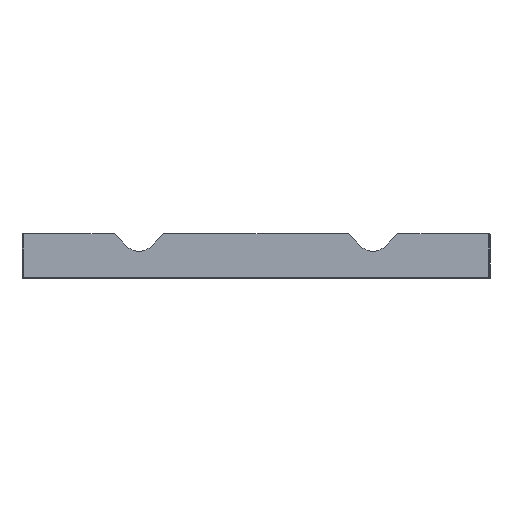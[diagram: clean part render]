
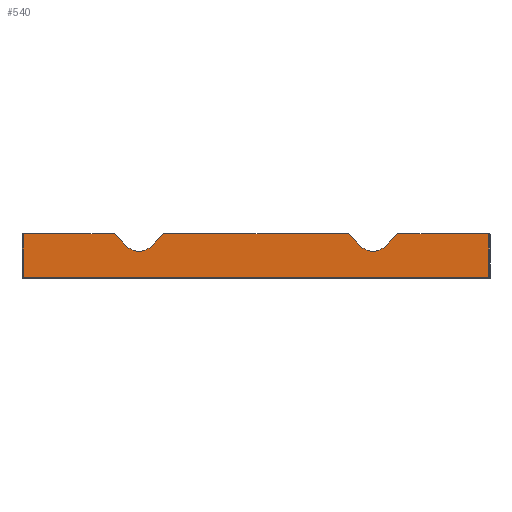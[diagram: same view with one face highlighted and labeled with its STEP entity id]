
A CAD part, top view. The second image highlights one B-rep face of the part: STEP entity #540.
In plain terms, the highlighted planar face has unit normal (0, 0, 1).
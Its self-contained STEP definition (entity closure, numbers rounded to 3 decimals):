
#3 = VERTEX_POINT ( 'NONE', #589 ) ;
#28 = CARTESIAN_POINT ( 'NONE',  ( -79.5, 15., 25. ) ) ;
#83 = EDGE_CURVE ( 'NONE', #611, #1796, #1194, .T. ) ;
#114 = VERTEX_POINT ( 'NONE', #1927 ) ;
#139 = EDGE_CURVE ( 'NONE', #872, #3, #1407, .T. ) ;
#144 = LINE ( 'NONE', #679, #1845 ) ;
#179 = EDGE_CURVE ( 'NONE', #738, #1178, #1465, .T. ) ;
#190 = ORIENTED_EDGE ( 'NONE', *, *, #1838, .T. ) ;
#256 = CARTESIAN_POINT ( 'NONE',  ( -79.5, 0., 25. ) ) ;
#270 = CARTESIAN_POINT ( 'NONE',  ( -35.757, 10.757, 25. ) ) ;
#299 = CARTESIAN_POINT ( 'NONE',  ( 31.515, 15., 25. ) ) ;
#302 = VERTEX_POINT ( 'NONE', #1801 ) ;
#309 = FACE_OUTER_BOUND ( 'NONE', #910, .T. ) ;
#321 = CARTESIAN_POINT ( 'NONE',  ( 40., 15., 25. ) ) ;
#365 = ORIENTED_EDGE ( 'NONE', *, *, #1273, .T. ) ;
#370 = EDGE_CURVE ( 'NONE', #2361, #611, #2011, .T. ) ;
#408 = CARTESIAN_POINT ( 'NONE',  ( 40., 15., 25. ) ) ;
#499 = AXIS2_PLACEMENT_3D ( 'NONE', #321, #1378, #2345 ) ;
#540 = ADVANCED_FACE ( 'NONE', ( #309 ), #1219, .F. ) ;
#561 = VECTOR ( 'NONE', #2110, 1000. ) ;
#562 = EDGE_CURVE ( 'NONE', #738, #2244, #868, .T. ) ;
#588 = CARTESIAN_POINT ( 'NONE',  ( 79.5, 0., 25. ) ) ;
#589 = CARTESIAN_POINT ( 'NONE',  ( -31.515, 15., 25. ) ) ;
#611 = VERTEX_POINT ( 'NONE', #2177 ) ;
#625 = VECTOR ( 'NONE', #1358, 1000. ) ;
#626 = CARTESIAN_POINT ( 'NONE',  ( 0., 0., 25. ) ) ;
#645 = LINE ( 'NONE', #2267, #1671 ) ;
#660 = ORIENTED_EDGE ( 'NONE', *, *, #83, .T. ) ;
#679 = CARTESIAN_POINT ( 'NONE',  ( -48.485, 15., 25. ) ) ;
#738 = VERTEX_POINT ( 'NONE', #28 ) ;
#787 = DIRECTION ( 'NONE',  ( -1., 0., 0. ) ) ;
#799 = LINE ( 'NONE', #1523, #2243 ) ;
#806 = DIRECTION ( 'NONE',  ( -1., 0., 0. ) ) ;
#843 = ORIENTED_EDGE ( 'NONE', *, *, #2042, .F. ) ;
#868 = LINE ( 'NONE', #1597, #2076 ) ;
#872 = VERTEX_POINT ( 'NONE', #2213 ) ;
#910 = EDGE_LOOP ( 'NONE', ( #365, #1844, #190, #1590, #2362, #660, #1031, #1605, #1871, #843, #2149, #1341 ) ) ;
#917 = VERTEX_POINT ( 'NONE', #1163 ) ;
#946 = EDGE_CURVE ( 'NONE', #114, #2361, #1563, .T. ) ;
#967 = VECTOR ( 'NONE', #2146, 1000. ) ;
#1024 = DIRECTION ( 'NONE',  ( 1., 0., 0. ) ) ;
#1031 = ORIENTED_EDGE ( 'NONE', *, *, #1044, .T. ) ;
#1044 = EDGE_CURVE ( 'NONE', #1796, #3, #1952, .T. ) ;
#1089 = AXIS2_PLACEMENT_3D ( 'NONE', #408, #2277, #787 ) ;
#1104 = DIRECTION ( 'NONE',  ( 1., 0., 0. ) ) ;
#1163 = CARTESIAN_POINT ( 'NONE',  ( 79.5, 15., 25. ) ) ;
#1165 = CARTESIAN_POINT ( 'NONE',  ( -40., 15., 25. ) ) ;
#1178 = VERTEX_POINT ( 'NONE', #2218 ) ;
#1187 = DIRECTION ( 'NONE',  ( 0., 0., 1. ) ) ;
#1194 = LINE ( 'NONE', #1939, #625 ) ;
#1207 = CARTESIAN_POINT ( 'NONE',  ( 48.485, 15., 25. ) ) ;
#1208 = EDGE_CURVE ( 'NONE', #2273, #917, #799, .T. ) ;
#1219 = PLANE ( 'NONE',  #499 ) ;
#1273 = EDGE_CURVE ( 'NONE', #2244, #2273, #1753, .T. ) ;
#1341 = ORIENTED_EDGE ( 'NONE', *, *, #562, .T. ) ;
#1345 = DIRECTION ( 'NONE',  ( 0., 1., 0. ) ) ;
#1358 = DIRECTION ( 'NONE',  ( -0.707, 0.707, 0. ) ) ;
#1378 = DIRECTION ( 'NONE',  ( 0., 0., -1. ) ) ;
#1380 = CARTESIAN_POINT ( 'NONE',  ( 44.243, 10.757, 25. ) ) ;
#1407 = LINE ( 'NONE', #270, #967 ) ;
#1409 = DIRECTION ( 'NONE',  ( 0.707, -0.707, 0. ) ) ;
#1465 = LINE ( 'NONE', #1824, #2001 ) ;
#1523 = CARTESIAN_POINT ( 'NONE',  ( 79.5, 15., 25. ) ) ;
#1541 = DIRECTION ( 'NONE',  ( -1., 0., 0. ) ) ;
#1563 = LINE ( 'NONE', #1207, #561 ) ;
#1590 = ORIENTED_EDGE ( 'NONE', *, *, #946, .T. ) ;
#1597 = CARTESIAN_POINT ( 'NONE',  ( -79.5, 0., 25. ) ) ;
#1605 = ORIENTED_EDGE ( 'NONE', *, *, #139, .F. ) ;
#1671 = VECTOR ( 'NONE', #806, 1000. ) ;
#1715 = EDGE_CURVE ( 'NONE', #302, #872, #2364, .T. ) ;
#1737 = CARTESIAN_POINT ( 'NONE',  ( 31.515, 15., 25. ) ) ;
#1753 = LINE ( 'NONE', #626, #1820 ) ;
#1796 = VERTEX_POINT ( 'NONE', #1737 ) ;
#1801 = CARTESIAN_POINT ( 'NONE',  ( -44.243, 10.757, 25. ) ) ;
#1820 = VECTOR ( 'NONE', #1024, 1000. ) ;
#1822 = AXIS2_PLACEMENT_3D ( 'NONE', #1165, #1187, #2078 ) ;
#1824 = CARTESIAN_POINT ( 'NONE',  ( -80., 15., 25. ) ) ;
#1838 = EDGE_CURVE ( 'NONE', #917, #114, #645, .T. ) ;
#1844 = ORIENTED_EDGE ( 'NONE', *, *, #1208, .T. ) ;
#1845 = VECTOR ( 'NONE', #1409, 1000. ) ;
#1871 = ORIENTED_EDGE ( 'NONE', *, *, #1715, .F. ) ;
#1927 = CARTESIAN_POINT ( 'NONE',  ( 48.485, 15., 25. ) ) ;
#1939 = CARTESIAN_POINT ( 'NONE',  ( 35.757, 10.757, 25. ) ) ;
#1952 = LINE ( 'NONE', #299, #2285 ) ;
#2001 = VECTOR ( 'NONE', #1104, 1000. ) ;
#2011 = CIRCLE ( 'NONE', #1089, 6. ) ;
#2042 = EDGE_CURVE ( 'NONE', #1178, #302, #144, .T. ) ;
#2076 = VECTOR ( 'NONE', #2378, 1000. ) ;
#2078 = DIRECTION ( 'NONE',  ( 1., 0., 0. ) ) ;
#2110 = DIRECTION ( 'NONE',  ( -0.707, -0.707, 0. ) ) ;
#2146 = DIRECTION ( 'NONE',  ( 0.707, 0.707, 0. ) ) ;
#2149 = ORIENTED_EDGE ( 'NONE', *, *, #179, .F. ) ;
#2177 = CARTESIAN_POINT ( 'NONE',  ( 35.757, 10.757, 25. ) ) ;
#2213 = CARTESIAN_POINT ( 'NONE',  ( -35.757, 10.757, 25. ) ) ;
#2218 = CARTESIAN_POINT ( 'NONE',  ( -48.485, 15., 25. ) ) ;
#2243 = VECTOR ( 'NONE', #1345, 1000. ) ;
#2244 = VERTEX_POINT ( 'NONE', #256 ) ;
#2267 = CARTESIAN_POINT ( 'NONE',  ( 80., 15., 25. ) ) ;
#2273 = VERTEX_POINT ( 'NONE', #588 ) ;
#2277 = DIRECTION ( 'NONE',  ( 0., 0., -1. ) ) ;
#2285 = VECTOR ( 'NONE', #1541, 1000. ) ;
#2345 = DIRECTION ( 'NONE',  ( -1., 0., 0. ) ) ;
#2361 = VERTEX_POINT ( 'NONE', #1380 ) ;
#2362 = ORIENTED_EDGE ( 'NONE', *, *, #370, .T. ) ;
#2364 = CIRCLE ( 'NONE', #1822, 6. ) ;
#2378 = DIRECTION ( 'NONE',  ( 0., -1., 0. ) ) ;
